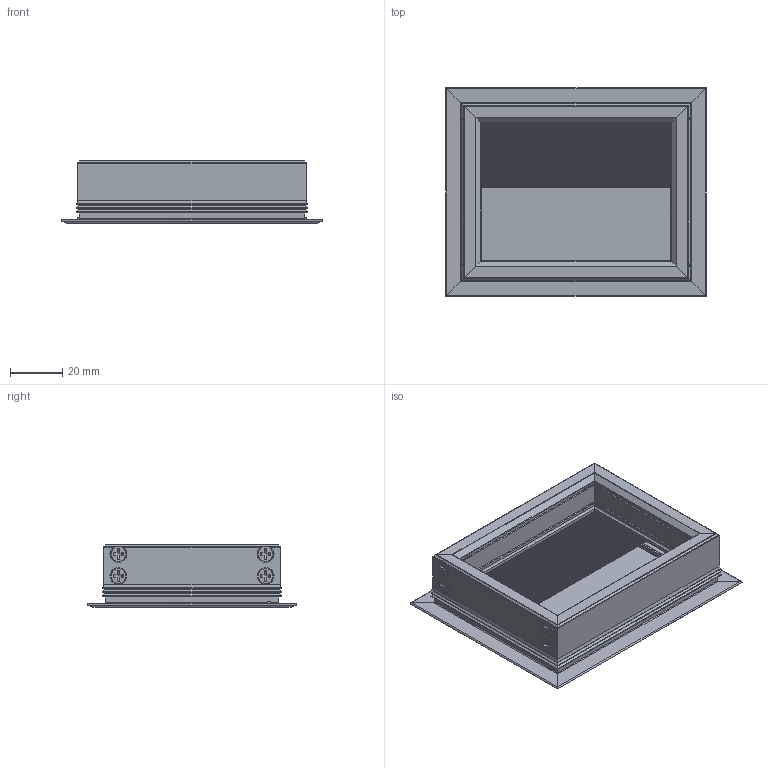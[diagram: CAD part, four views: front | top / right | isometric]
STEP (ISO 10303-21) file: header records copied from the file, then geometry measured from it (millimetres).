
FILE_DESCRIPTION(/* description */ (''),/* implementation_level */ '2;1');
FILE_NAME(/* name */ 'LB-80x100.stp',/* time_stamp */ '2023-10-17T11:57:08+02:00',/* author */ ('tomaszw'),/* organization */ (''),/* preprocessor_version */ 'ST-DEVELOPER v19.2',/* originating_system */ 'Autodesk Inventor 2023',/* authorisation */ '');
FILE_SCHEMA (('AUTOMOTIVE_DESIGN { 1 0 10303 214 3 1 1 }'));
Products named in the file (8): 80x100; XB-310-2-80-1; XB-310-2-80-2; XB-310-2-100; ZHUANZHOU; GAIBAN; 006-001; 3X16ZIGONG
Assembly tree (16 placements, depth 2):
  80x100
    XB-310-2-100  x2
    XB-310-2-80-1
    XB-310-2-80-2
    ZHUANZHOU  x2
    GAIBAN
    006-001
    3X16ZIGONG  x8
Bounding box: 100 x 80 x 24 mm (x, y, z)
Volume: 38974 mm3; surface area: 87294.3 mm2
Topology: 17 solids, 25 shells, 3293 faces, 9127 edges, 5838 vertices
Faces by surface type: plane 2779, cylinder 370, bspline 120, cone 16, torus 8
Full cylindrical faces by diameter (mm): 1 x1, 1.2 x5, 2.6 x96
Entity records: 92472 total; most frequent: CARTESIAN_POINT 20994, ORIENTED_EDGE 15338, DIRECTION 14166, EDGE_CURVE 7675, LINE 6364, VECTOR 6364, VERTEX_POINT 4896, AXIS2_PLACEMENT_3D 3901
